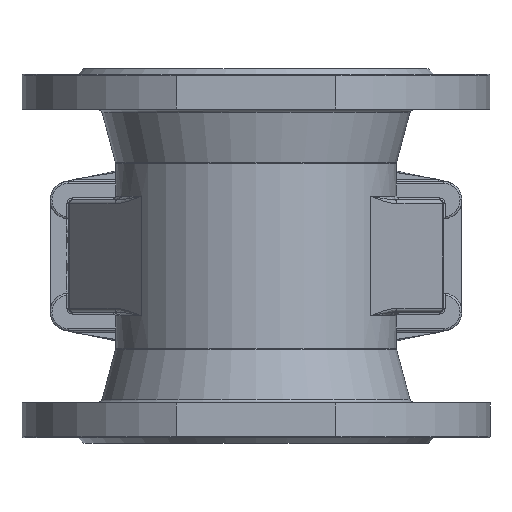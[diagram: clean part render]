
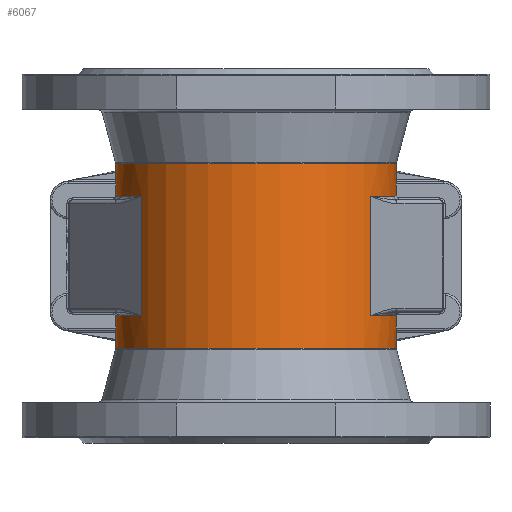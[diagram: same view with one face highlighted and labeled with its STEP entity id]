
A CAD part, front view. The second image highlights one B-rep face of the part: STEP entity #6067.
In plain terms, the highlighted cylindrical face has radius 75 mm (diameter 150 mm), a full revolution.
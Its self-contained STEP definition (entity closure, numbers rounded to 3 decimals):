
#568=CIRCLE('',#6642,75.);
#569=CIRCLE('',#6643,75.);
#573=CIRCLE('',#6650,75.);
#579=CIRCLE('',#6662,75.);
#598=CIRCLE('',#6689,75.);
#600=CIRCLE('',#6691,75.);
#611=CIRCLE('',#6721,75.);
#612=CIRCLE('',#6722,75.);
#618=CIRCLE('',#6734,75.);
#623=CIRCLE('',#6745,75.);
#631=CIRCLE('',#6760,75.);
#632=CIRCLE('',#6761,75.);
#993=FACE_OUTER_BOUND('',#1409,.T.);
#1409=EDGE_LOOP('',(#5155,#5156,#5157,#5158,#5159,#5160,#5161,#5162,#5163,
#5164,#5165,#5166,#5167,#5168,#5169,#5170,#5171,#5172,#5173,#5174,#5175,
#5176));
#1766=LINE('',#11317,#2139);
#1768=LINE('',#11496,#2141);
#1793=LINE('',#11755,#2166);
#1797=LINE('',#11784,#2170);
#1801=LINE('',#11964,#2174);
#1805=LINE('',#12082,#2178);
#1806=LINE('',#12083,#2179);
#1807=LINE('',#12084,#2180);
#2139=VECTOR('',#8045,10.);
#2141=VECTOR('',#8061,10.);
#2166=VECTOR('',#8212,10.);
#2170=VECTOR('',#8238,10.);
#2174=VECTOR('',#8268,10.);
#2178=VECTOR('',#8316,75.);
#2179=VECTOR('',#8317,75.);
#2180=VECTOR('',#8318,10.);
#2741=VERTEX_POINT('',#11288);
#2742=VERTEX_POINT('',#11308);
#2743=VERTEX_POINT('',#11310);
#2744=VERTEX_POINT('',#11316);
#2746=VERTEX_POINT('',#11401);
#2750=VERTEX_POINT('',#11495);
#2753=VERTEX_POINT('',#11509);
#2770=VERTEX_POINT('',#11641);
#2771=VERTEX_POINT('',#11642);
#2781=VERTEX_POINT('',#11734);
#2783=VERTEX_POINT('',#11759);
#2784=VERTEX_POINT('',#11761);
#2787=VERTEX_POINT('',#11775);
#2793=VERTEX_POINT('',#11877);
#2794=VERTEX_POINT('',#11962);
#2795=VERTEX_POINT('',#11968);
#2801=VERTEX_POINT('',#12076);
#2802=VERTEX_POINT('',#12077);
#3481=EDGE_CURVE('',#2742,#2741,#568,.T.);
#3482=EDGE_CURVE('',#2743,#2742,#569,.T.);
#3485=EDGE_CURVE('',#2744,#2743,#1766,.T.);
#3490=EDGE_CURVE('',#2746,#2744,#573,.T.);
#3498=EDGE_CURVE('',#2750,#2746,#1768,.T.);
#3505=EDGE_CURVE('',#2753,#2750,#579,.T.);
#3530=EDGE_CURVE('',#2770,#2771,#598,.T.);
#3532=EDGE_CURVE('',#2771,#2770,#600,.T.);
#3560=EDGE_CURVE('',#2781,#2741,#1793,.T.);
#3563=EDGE_CURVE('',#2783,#2784,#611,.T.);
#3564=EDGE_CURVE('',#2784,#2781,#612,.T.);
#3571=EDGE_CURVE('',#2787,#2783,#1797,.T.);
#3582=EDGE_CURVE('',#2793,#2787,#618,.T.);
#3588=EDGE_CURVE('',#2794,#2793,#1801,.T.);
#3591=EDGE_CURVE('',#2795,#2794,#623,.T.);
#3603=EDGE_CURVE('',#2801,#2802,#631,.T.);
#3604=EDGE_CURVE('',#2802,#2801,#632,.T.);
#3606=EDGE_CURVE('',#2771,#2742,#1805,.T.);
#3607=EDGE_CURVE('',#2784,#2802,#1806,.T.);
#3608=EDGE_CURVE('',#2795,#2753,#1807,.T.);
#5155=ORIENTED_EDGE('',*,*,#3530,.T.);
#5156=ORIENTED_EDGE('',*,*,#3606,.T.);
#5157=ORIENTED_EDGE('',*,*,#3481,.T.);
#5158=ORIENTED_EDGE('',*,*,#3560,.F.);
#5159=ORIENTED_EDGE('',*,*,#3564,.F.);
#5160=ORIENTED_EDGE('',*,*,#3607,.T.);
#5161=ORIENTED_EDGE('',*,*,#3603,.F.);
#5162=ORIENTED_EDGE('',*,*,#3604,.F.);
#5163=ORIENTED_EDGE('',*,*,#3607,.F.);
#5164=ORIENTED_EDGE('',*,*,#3563,.F.);
#5165=ORIENTED_EDGE('',*,*,#3571,.F.);
#5166=ORIENTED_EDGE('',*,*,#3582,.F.);
#5167=ORIENTED_EDGE('',*,*,#3588,.F.);
#5168=ORIENTED_EDGE('',*,*,#3591,.F.);
#5169=ORIENTED_EDGE('',*,*,#3608,.T.);
#5170=ORIENTED_EDGE('',*,*,#3505,.T.);
#5171=ORIENTED_EDGE('',*,*,#3498,.T.);
#5172=ORIENTED_EDGE('',*,*,#3490,.T.);
#5173=ORIENTED_EDGE('',*,*,#3485,.T.);
#5174=ORIENTED_EDGE('',*,*,#3482,.T.);
#5175=ORIENTED_EDGE('',*,*,#3606,.F.);
#5176=ORIENTED_EDGE('',*,*,#3532,.T.);
#5406=CYLINDRICAL_SURFACE('',#6763,75.);
#6067=ADVANCED_FACE('',(#993),#5406,.T.);
#6642=AXIS2_PLACEMENT_3D('',#11309,#8033,#8034);
#6643=AXIS2_PLACEMENT_3D('',#11311,#8035,#8036);
#6650=AXIS2_PLACEMENT_3D('',#11402,#8050,#8051);
#6662=AXIS2_PLACEMENT_3D('',#11510,#8079,#8080);
#6689=AXIS2_PLACEMENT_3D('',#11643,#8137,#8138);
#6691=AXIS2_PLACEMENT_3D('',#11645,#8141,#8142);
#6721=AXIS2_PLACEMENT_3D('',#11762,#8219,#8220);
#6722=AXIS2_PLACEMENT_3D('',#11763,#8221,#8222);
#6734=AXIS2_PLACEMENT_3D('',#11886,#8251,#8252);
#6745=AXIS2_PLACEMENT_3D('',#11981,#8275,#8276);
#6760=AXIS2_PLACEMENT_3D('',#12078,#8308,#8309);
#6761=AXIS2_PLACEMENT_3D('',#12079,#8310,#8311);
#6763=AXIS2_PLACEMENT_3D('',#12081,#8314,#8315);
#8033=DIRECTION('center_axis',(0.,0.,-1.));
#8034=DIRECTION('ref_axis',(0.954,0.301,0.));
#8035=DIRECTION('center_axis',(0.,0.,-1.));
#8036=DIRECTION('ref_axis',(0.954,0.301,0.));
#8045=DIRECTION('',(0.,0.,1.));
#8050=DIRECTION('center_axis',(0.,0.,-1.));
#8051=DIRECTION('ref_axis',(0.,1.,0.));
#8061=DIRECTION('',(0.,0.,-1.));
#8079=DIRECTION('center_axis',(0.,0.,-1.));
#8080=DIRECTION('ref_axis',(-0.954,0.301,0.));
#8137=DIRECTION('center_axis',(0.,0.,1.));
#8138=DIRECTION('ref_axis',(1.,0.,0.));
#8141=DIRECTION('center_axis',(0.,0.,1.));
#8142=DIRECTION('ref_axis',(1.,0.,0.));
#8212=DIRECTION('',(0.,0.,-1.));
#8219=DIRECTION('center_axis',(0.,0.,-1.));
#8220=DIRECTION('ref_axis',(0.954,0.301,0.));
#8221=DIRECTION('center_axis',(0.,0.,-1.));
#8222=DIRECTION('ref_axis',(0.954,0.301,0.));
#8238=DIRECTION('',(0.,0.,-1.));
#8251=DIRECTION('center_axis',(0.,0.,-1.));
#8252=DIRECTION('ref_axis',(0.,1.,0.));
#8268=DIRECTION('',(0.,0.,1.));
#8275=DIRECTION('center_axis',(0.,0.,-1.));
#8276=DIRECTION('ref_axis',(-0.954,0.301,0.));
#8308=DIRECTION('center_axis',(0.,0.,1.));
#8309=DIRECTION('ref_axis',(1.,0.,0.));
#8310=DIRECTION('center_axis',(0.,0.,1.));
#8311=DIRECTION('ref_axis',(1.,0.,0.));
#8314=DIRECTION('center_axis',(0.,0.,-1.));
#8315=DIRECTION('ref_axis',(-1.,0.,0.));
#8316=DIRECTION('',(0.,0.,1.));
#8317=DIRECTION('',(0.,0.,1.));
#8318=DIRECTION('',(0.,0.,-1.));
#11288=CARTESIAN_POINT('',(61.031,-43.592,-129.));
#11308=CARTESIAN_POINT('',(75.,0.,-129.));
#11309=CARTESIAN_POINT('Origin',(0.,0.,-129.));
#11310=CARTESIAN_POINT('',(26.299,70.238,-129.));
#11311=CARTESIAN_POINT('Origin',(0.,0.,-129.));
#11316=CARTESIAN_POINT('',(26.299,70.238,-136.5));
#11317=CARTESIAN_POINT('',(26.299,70.238,-175.));
#11401=CARTESIAN_POINT('',(-26.299,70.238,-136.5));
#11402=CARTESIAN_POINT('Origin',(0.,0.,-136.5));
#11495=CARTESIAN_POINT('',(-26.299,70.238,-129.));
#11496=CARTESIAN_POINT('',(-26.299,70.238,-175.));
#11509=CARTESIAN_POINT('',(-61.031,-43.592,-129.));
#11510=CARTESIAN_POINT('Origin',(0.,0.,-129.));
#11641=CARTESIAN_POINT('',(-75.,0.,-146.237));
#11642=CARTESIAN_POINT('',(75.,0.,-146.237));
#11643=CARTESIAN_POINT('Origin',(0.,0.,-146.237));
#11645=CARTESIAN_POINT('Origin',(0.,0.,-146.237));
#11734=CARTESIAN_POINT('',(61.031,-43.592,-65.));
#11755=CARTESIAN_POINT('',(61.031,-43.592,-19.));
#11759=CARTESIAN_POINT('',(26.299,70.238,-65.));
#11761=CARTESIAN_POINT('',(75.,0.,-65.));
#11762=CARTESIAN_POINT('Origin',(0.,0.,-65.));
#11763=CARTESIAN_POINT('Origin',(0.,0.,-65.));
#11775=CARTESIAN_POINT('',(26.299,70.238,-57.5));
#11784=CARTESIAN_POINT('',(26.299,70.238,-19.));
#11877=CARTESIAN_POINT('',(-26.299,70.238,-57.5));
#11886=CARTESIAN_POINT('Origin',(0.,0.,-57.5));
#11962=CARTESIAN_POINT('',(-26.299,70.238,-65.));
#11964=CARTESIAN_POINT('',(-26.299,70.238,-19.));
#11968=CARTESIAN_POINT('',(-61.031,-43.592,-65.));
#11981=CARTESIAN_POINT('Origin',(0.,0.,-65.));
#12076=CARTESIAN_POINT('',(-75.,0.,-47.763));
#12077=CARTESIAN_POINT('',(75.,0.,-47.763));
#12078=CARTESIAN_POINT('Origin',(0.,0.,-47.763));
#12079=CARTESIAN_POINT('Origin',(0.,0.,-47.763));
#12081=CARTESIAN_POINT('Origin',(0.,0.,-19.));
#12082=CARTESIAN_POINT('',(75.,0.,-19.));
#12083=CARTESIAN_POINT('',(75.,0.,-19.));
#12084=CARTESIAN_POINT('',(-61.031,-43.592,-19.));
